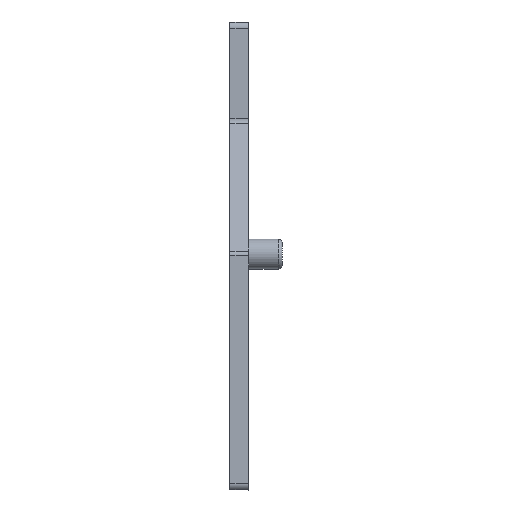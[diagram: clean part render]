
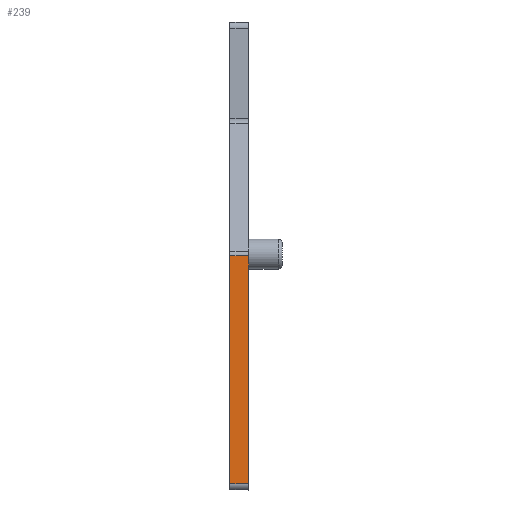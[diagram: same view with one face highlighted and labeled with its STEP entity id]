
A CAD part, left-side view. The second image highlights one B-rep face of the part: STEP entity #239.
In plain terms, the highlighted planar face has unit normal (-1, 0, 0).
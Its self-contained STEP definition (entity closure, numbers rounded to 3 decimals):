
#7 = DIRECTION ( 'NONE',  ( 0., -1., 0. ) ) ;
#17 = DIRECTION ( 'NONE',  ( 0., 0., 1. ) ) ;
#18 = VECTOR ( 'NONE', #17, 1000. ) ;
#27 = EDGE_CURVE ( 'NONE', #219, #441, #478, .T. ) ;
#33 = CARTESIAN_POINT ( 'NONE',  ( -28., -0.1, -10.747 ) ) ;
#34 = DIRECTION ( 'NONE',  ( 1., 0., 0. ) ) ;
#92 = VERTEX_POINT ( 'NONE', #567 ) ;
#101 = ORIENTED_EDGE ( 'NONE', *, *, #209, .F. ) ;
#129 = CARTESIAN_POINT ( 'NONE',  ( -28., -1.6, -10.747 ) ) ;
#200 = CARTESIAN_POINT ( 'NONE',  ( -28., 0., -10.747 ) ) ;
#205 = DIRECTION ( 'NONE',  ( 0., 0., -1. ) ) ;
#209 = EDGE_CURVE ( 'NONE', #92, #404, #255, .T. ) ;
#216 = ORIENTED_EDGE ( 'NONE', *, *, #415, .T. ) ;
#219 = VERTEX_POINT ( 'NONE', #697 ) ;
#239 = ADVANCED_FACE ( 'NONE', ( #487 ), #710, .F. ) ;
#247 = CARTESIAN_POINT ( 'NONE',  ( -28., 0., -9.05 ) ) ;
#255 = LINE ( 'NONE', #309, #658 ) ;
#259 = LINE ( 'NONE', #200, #497 ) ;
#302 = ORIENTED_EDGE ( 'NONE', *, *, #27, .T. ) ;
#309 = CARTESIAN_POINT ( 'NONE',  ( -28., -0.1, -9.254 ) ) ;
#315 = EDGE_CURVE ( 'NONE', #92, #219, #636, .T. ) ;
#341 = CARTESIAN_POINT ( 'NONE',  ( -28., 0., -29.007 ) ) ;
#404 = VERTEX_POINT ( 'NONE', #33 ) ;
#415 = EDGE_CURVE ( 'NONE', #441, #404, #259, .T. ) ;
#441 = VERTEX_POINT ( 'NONE', #129 ) ;
#478 = LINE ( 'NONE', #659, #18 ) ;
#487 = FACE_OUTER_BOUND ( 'NONE', #511, .T. ) ;
#497 = VECTOR ( 'NONE', #660, 1000. ) ;
#511 = EDGE_LOOP ( 'NONE', ( #302, #216, #101, #546 ) ) ;
#546 = ORIENTED_EDGE ( 'NONE', *, *, #315, .T. ) ;
#567 = CARTESIAN_POINT ( 'NONE',  ( -28., -0.1, -29.007 ) ) ;
#614 = VECTOR ( 'NONE', #7, 1000. ) ;
#636 = LINE ( 'NONE', #341, #614 ) ;
#651 = DIRECTION ( 'NONE',  ( 0., 0., 1. ) ) ;
#658 = VECTOR ( 'NONE', #651, 1000. ) ;
#659 = CARTESIAN_POINT ( 'NONE',  ( -28., -1.6, -9.05 ) ) ;
#660 = DIRECTION ( 'NONE',  ( 0., 1., 0. ) ) ;
#678 = AXIS2_PLACEMENT_3D ( 'NONE', #247, #34, #205 ) ;
#697 = CARTESIAN_POINT ( 'NONE',  ( -28., -1.6, -29.007 ) ) ;
#710 = PLANE ( 'NONE',  #678 ) ;
